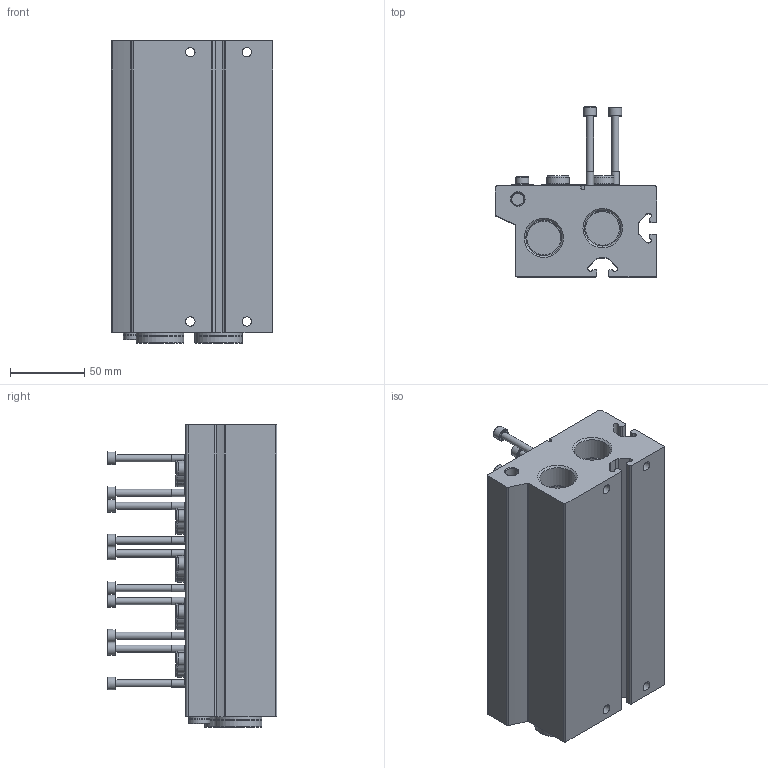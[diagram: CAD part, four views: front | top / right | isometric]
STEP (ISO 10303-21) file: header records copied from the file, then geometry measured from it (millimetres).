
FILE_DESCRIPTION(/* description */ ('STEP AP214'),/* implementation_level */ '2;1');
FILE_NAME(/* name */ '8026398_VABM-B10-30E-G34-5-P3',/* time_stamp */ '2024-09-15T22:42:27+02:00',/* author */ ('License CC BY-ND 4.0'),/* organization */ ('CADENAS'),/* preprocessor_version */ 'ST-DEVELOPER v19.3',/* originating_system */ 'PARTsolutions',/* authorisation */ ' ');
FILE_SCHEMA (('AUTOMOTIVE_DESIGN {1 0 10303 214 3 1 1}'));
Length unit declared in the file: millimetre
Products named in the file (7): 8026398 VABM-B10-30E-G34-5-P3; 8026398 VABM-B10-30E-G34-5-P3---(M); 1841579 VUVS-G38-2---(S); 2191444 F-M5x60-10.9; 1354302 VUVS-G18---(S); 3572 B-3/4---(Plug); 3568 B-1/8---(Plug)
Assembly tree (24 placements, depth 2):
  8026398 VABM-B10-30E-G34-5-P3
    8026398 VABM-B10-30E-G34-5-P3---(M)
    1841579 VUVS-G38-2---(S)  x5
    2191444 F-M5x60-10.9  x10
    1354302 VUVS-G18---(S)  x5
    3572 B-3/4---(Plug)  x2
    3568 B-1/8---(Plug)
Bounding box: 108.2 x 113.9 x 202.95 mm (x, y, z)
Volume: 976786.1 mm3; surface area: 177675.7 mm2
Topology: 24 solids, 24 shells, 955 faces, 2271 edges, 1440 vertices
Faces by surface type: plane 456, cylinder 288, cone 168, torus 43
Full cylindrical faces by diameter (mm): 3.5 x1, 4.134 x14, 4.75 x10, 5 x10, 5.5 x5, 6 x5, 6.3 x4, 8.2 x1, 8.5 x10, 8.566 x2, 8.9 x5, 9 x10, 9.728 x1, 10.8 x5, 12 x10, 12.6 x1, 14 x2, 15 x5, 15.1 x10, 18.1 x10, 22.8 x2, 24.117 x4, 26.441 x2, 28.8 x2, 32 x4
Entity records: 10063 total; most frequent: CARTESIAN_POINT 1898, DIRECTION 1713, ORIENTED_EDGE 1382, EDGE_CURVE 691, AXIS2_PLACEMENT_3D 678, FACE_BOUND 582, EDGE_LOOP 567, VERTEX_POINT 531
